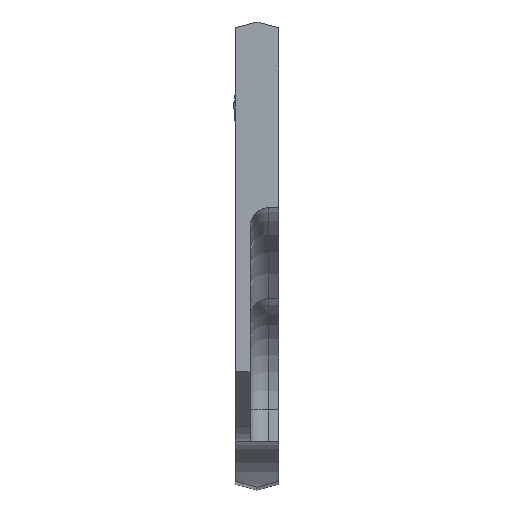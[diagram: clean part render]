
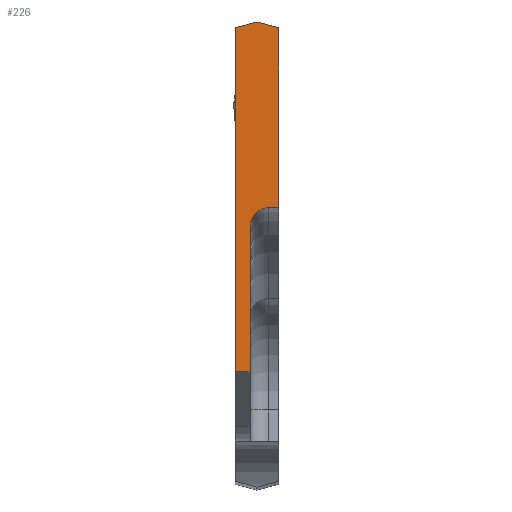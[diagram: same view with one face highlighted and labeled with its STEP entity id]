
A CAD part, top view. The second image highlights one B-rep face of the part: STEP entity #226.
In plain terms, the highlighted planar face has unit normal (0, 0, 1).
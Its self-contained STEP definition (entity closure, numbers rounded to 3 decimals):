
#226=ADVANCED_FACE('S0',(#353),#316,.T.);
#316=PLANE('',#1870);
#353=FACE_OUTER_BOUND('',#443,.T.);
#443=EDGE_LOOP('',(#581,#582,#583,#584,#585,#586,#587,#588));
#533=B_SPLINE_CURVE_WITH_KNOTS('',3,(#2517,#2518,#2519,#2520,#2521,#2522,
#2523,#2524,#2525,#2526,#2527,#2528,#2529,#2530,#2531,#2532,#2533,#2534,
#2535),.UNSPECIFIED.,.F.,.F.,(4,3,3,3,3,3,4),(0.,0.048,0.262,
0.477,0.691,0.906,1.),.UNSPECIFIED.);
#581=ORIENTED_EDGE('',*,*,#1245,.T.);
#582=ORIENTED_EDGE('',*,*,#1246,.T.);
#583=ORIENTED_EDGE('',*,*,#1247,.F.);
#584=ORIENTED_EDGE('',*,*,#1248,.F.);
#585=ORIENTED_EDGE('',*,*,#1249,.F.);
#586=ORIENTED_EDGE('',*,*,#1250,.F.);
#587=ORIENTED_EDGE('',*,*,#1251,.T.);
#588=ORIENTED_EDGE('',*,*,#1252,.F.);
#1081=VERTEX_POINT('',#2507);
#1082=VERTEX_POINT('',#2508);
#1083=VERTEX_POINT('',#2510);
#1084=VERTEX_POINT('',#2512);
#1085=VERTEX_POINT('',#2514);
#1086=VERTEX_POINT('',#2516);
#1087=VERTEX_POINT('',#2536);
#1088=VERTEX_POINT('',#2538);
#1245=EDGE_CURVE('',#1081,#1082,#1495,.T.);
#1246=EDGE_CURVE('',#1082,#1083,#1496,.T.);
#1247=EDGE_CURVE('',#1084,#1083,#1497,.T.);
#1248=EDGE_CURVE('',#1085,#1084,#1498,.T.);
#1249=EDGE_CURVE('',#1086,#1085,#1499,.T.);
#1250=EDGE_CURVE('',#1087,#1086,#533,.T.);
#1251=EDGE_CURVE('',#1087,#1088,#1500,.T.);
#1252=EDGE_CURVE('',#1081,#1088,#1501,.T.);
#1495=LINE('',#2506,#1637);
#1496=LINE('',#2509,#1638);
#1497=LINE('',#2511,#1639);
#1498=LINE('',#2513,#1640);
#1499=LINE('',#2515,#1641);
#1500=LINE('',#2537,#1642);
#1501=LINE('',#2539,#1643);
#1637=VECTOR('',#2032,1.);
#1638=VECTOR('',#2033,1.);
#1639=VECTOR('',#2034,1.);
#1640=VECTOR('',#2035,1.);
#1641=VECTOR('',#2036,1.);
#1642=VECTOR('',#2037,1.);
#1643=VECTOR('',#2038,1.);
#1870=AXIS2_PLACEMENT_3D('',#2540,#2039,#2040);
#2032=DIRECTION('',(-0.966,0.259,0.));
#2033=DIRECTION('',(-0.966,-0.259,0.));
#2034=DIRECTION('',(0.,1.,0.));
#2035=DIRECTION('',(-1.,0.,0.));
#2036=DIRECTION('',(0.,-1.,0.));
#2037=DIRECTION('',(1.,0.,0.));
#2038=DIRECTION('',(0.,-1.,0.));
#2039=DIRECTION('',(0.,0.,1.));
#2040=DIRECTION('',(-1.,0.,0.));
#2506=CARTESIAN_POINT('',(0.,25.27,0.));
#2507=CARTESIAN_POINT('',(0.,25.27,0.));
#2508=CARTESIAN_POINT('',(-1.175,25.585,0.));
#2509=CARTESIAN_POINT('',(-1.175,25.585,0.));
#2510=CARTESIAN_POINT('',(-2.35,25.27,0.));
#2511=CARTESIAN_POINT('',(-2.35,28.25,0.));
#2512=CARTESIAN_POINT('',(-2.35,6.56,0.));
#2513=CARTESIAN_POINT('',(108.05,6.56,0.));
#2514=CARTESIAN_POINT('',(-1.55,6.56,0.));
#2515=CARTESIAN_POINT('',(-1.55,135.9,0.));
#2516=CARTESIAN_POINT('',(-1.55,14.479,0.));
#2517=CARTESIAN_POINT('',(-0.55,15.481,0.));
#2518=CARTESIAN_POINT('',(-0.575,15.481,0.));
#2519=CARTESIAN_POINT('',(-0.601,15.48,0.));
#2520=CARTESIAN_POINT('',(-0.626,15.478,0.));
#2521=CARTESIAN_POINT('',(-0.737,15.469,0.));
#2522=CARTESIAN_POINT('',(-0.849,15.442,0.));
#2523=CARTESIAN_POINT('',(-0.951,15.397,0.));
#2524=CARTESIAN_POINT('',(-1.053,15.352,0.));
#2525=CARTESIAN_POINT('',(-1.149,15.289,0.));
#2526=CARTESIAN_POINT('',(-1.231,15.212,0.));
#2527=CARTESIAN_POINT('',(-1.313,15.136,0.));
#2528=CARTESIAN_POINT('',(-1.383,15.045,0.));
#2529=CARTESIAN_POINT('',(-1.435,14.946,0.));
#2530=CARTESIAN_POINT('',(-1.487,14.846,0.));
#2531=CARTESIAN_POINT('',(-1.523,14.737,0.));
#2532=CARTESIAN_POINT('',(-1.539,14.626,0.));
#2533=CARTESIAN_POINT('',(-1.546,14.577,0.));
#2534=CARTESIAN_POINT('',(-1.55,14.528,0.));
#2535=CARTESIAN_POINT('',(-1.55,14.479,0.));
#2536=CARTESIAN_POINT('',(-0.55,15.481,0.));
#2537=CARTESIAN_POINT('',(-1.55,15.481,0.));
#2538=CARTESIAN_POINT('',(0.,15.481,0.));
#2539=CARTESIAN_POINT('',(0.,-2.35,0.));
#2540=CARTESIAN_POINT('',(148.05,135.9,0.));
